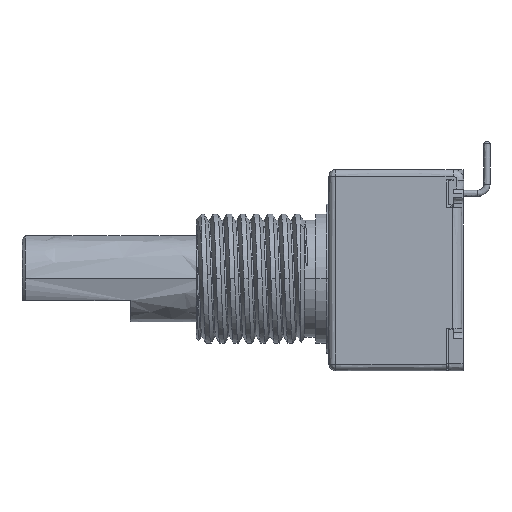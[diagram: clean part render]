
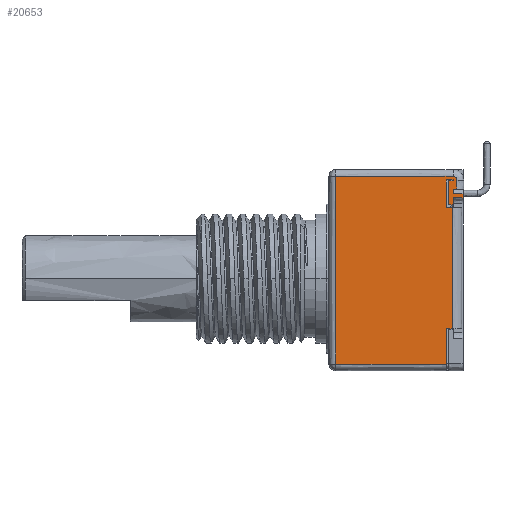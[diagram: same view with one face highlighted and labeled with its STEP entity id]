
A CAD part, left-side view. The second image highlights one B-rep face of the part: STEP entity #20653.
In plain terms, the highlighted free-form (B-spline) face has degree [1, 1] with [2, 2] control points.
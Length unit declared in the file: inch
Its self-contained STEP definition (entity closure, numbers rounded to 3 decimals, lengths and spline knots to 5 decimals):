
#940=DIRECTION('',(0.,0.,1.));
#941=VECTOR('',#940,0.012);
#942=CARTESIAN_POINT('',(-0.2805,-0.006,0.233));
#943=LINE('',#942,#941);
#6123=DIRECTION('',(0.,1.,0.));
#6124=VECTOR('',#6123,0.01031);
#6125=CARTESIAN_POINT('',(-0.2805,0.01169,0.2585));
#6126=LINE('',#6125,#6124);
#6130=DIRECTION('',(0.,0.,1.));
#6131=VECTOR('',#6130,0.0135);
#6132=CARTESIAN_POINT('',(-0.2805,0.022,0.245));
#6133=LINE('',#6132,#6131);
#6137=DIRECTION('',(0.,1.,0.));
#6138=VECTOR('',#6137,0.028);
#6139=CARTESIAN_POINT('',(-0.2805,-0.006,0.245));
#6140=LINE('',#6139,#6138);
#6144=DIRECTION('',(0.,1.,0.));
#6145=VECTOR('',#6144,0.028);
#6146=CARTESIAN_POINT('',(-0.2805,-0.006,0.233));
#6147=LINE('',#6146,#6145);
#6151=DIRECTION('',(0.,0.,1.));
#6152=VECTOR('',#6151,0.02);
#6153=CARTESIAN_POINT('',(-0.2805,0.022,0.213));
#6154=LINE('',#6153,#6152);
#6158=DIRECTION('',(0.,-1.,0.));
#6159=VECTOR('',#6158,0.014);
#6160=CARTESIAN_POINT('',(-0.2805,0.036,0.213));
#6161=LINE('',#6160,#6159);
#6165=DIRECTION('',(0.,0.,1.));
#6166=VECTOR('',#6165,0.07);
#6167=CARTESIAN_POINT('',(-0.2805,0.036,0.213));
#6168=LINE('',#6167,#6166);
#6172=DIRECTION('',(0.,-1.,0.));
#6173=VECTOR('',#6172,0.014);
#6174=CARTESIAN_POINT('',(-0.2805,0.036,0.283));
#6175=LINE('',#6174,#6173);
#6179=DIRECTION('',(0.,0.,1.));
#6180=VECTOR('',#6179,0.001);
#6181=CARTESIAN_POINT('',(-0.2805,0.022,0.283));
#6182=LINE('',#6181,#6180);
#6186=CARTESIAN_POINT('',(-0.2805,0.023,0.284));
#6187=DIRECTION('',(-1.,0.,0.));
#6188=DIRECTION('',(0.,-1.,0.));
#6189=AXIS2_PLACEMENT_3D('',#6186,#6187,#6188);
#6194=DIRECTION('',(0.,1.,0.));
#6195=VECTOR('',#6194,0.019);
#6196=CARTESIAN_POINT('',(-0.2805,0.023,0.285));
#6197=LINE('',#6196,#6195);
#6201=DIRECTION('',(0.,0.,1.));
#6202=VECTOR('',#6201,0.08);
#6203=CARTESIAN_POINT('',(-0.2805,0.042,0.205));
#6204=LINE('',#6203,#6202);
#6208=DIRECTION('',(0.,0.,1.));
#6209=VECTOR('',#6208,0.10131);
#6210=CARTESIAN_POINT('',(-0.2805,0.042,-0.24631));
#6211=LINE('',#6210,#6209);
#6215=CARTESIAN_POINT('',(-0.2805,0.023,0.284));
#6216=DIRECTION('',(1.,0.,0.));
#6217=DIRECTION('',(0.,0.,1.));
#6218=AXIS2_PLACEMENT_3D('',#6215,#6216,#6217);
#6223=DIRECTION('',(0.,0.,-1.));
#6224=VECTOR('',#6223,0.0255);
#6225=CARTESIAN_POINT('',(-0.2805,0.01169,0.284));
#6226=LINE('',#6225,#6224);
#6303=DIRECTION('',(0.,-1.,0.));
#6304=VECTOR('',#6303,0.017);
#6305=CARTESIAN_POINT('',(-0.2805,0.042,-0.145));
#6306=LINE('',#6305,#6304);
#6378=DIRECTION('',(0.,-1.,0.));
#6379=VECTOR('',#6378,0.017);
#6380=CARTESIAN_POINT('',(-0.2805,0.042,0.205));
#6381=LINE('',#6380,#6379);
#6442=DIRECTION('',(0.,0.,1.));
#6443=VECTOR('',#6442,0.35);
#6444=CARTESIAN_POINT('',(-0.2805,0.025,-0.145));
#6445=LINE('',#6444,#6443);
#7011=DIRECTION('',(0.,1.,0.));
#7012=VECTOR('',#7011,0.33831);
#7013=CARTESIAN_POINT('',(-0.2805,0.023,0.29531));
#7014=LINE('',#7013,#7012);
#7057=DIRECTION('',(0.,0.,1.));
#7058=VECTOR('',#7057,0.54163);
#7059=CARTESIAN_POINT('',(-0.2805,0.36131,-0.24631));
#7060=LINE('',#7059,#7058);
#7133=DIRECTION('',(0.,-1.,0.));
#7134=VECTOR('',#7133,0.31931);
#7135=CARTESIAN_POINT('',(-0.2805,0.36131,-0.24631));
#7136=LINE('',#7135,#7134);
#12040=CARTESIAN_POINT('',(-0.2805,0.36131,-0.24631));
#12041=CARTESIAN_POINT('',(-0.2805,0.36131,0.29531));
#12042=VERTEX_POINT('',#12040);
#12043=VERTEX_POINT('',#12041);
#12090=CARTESIAN_POINT('',(-0.2805,0.042,-0.24631));
#12092=VERTEX_POINT('',#12090);
#12142=CARTESIAN_POINT('',(-0.2805,0.025,-0.145));
#12144=VERTEX_POINT('',#12142);
#12148=CARTESIAN_POINT('',(-0.2805,0.025,0.205));
#12150=VERTEX_POINT('',#12148);
#12158=CARTESIAN_POINT('',(-0.2805,0.042,-0.145));
#12159=VERTEX_POINT('',#12158);
#12162=CARTESIAN_POINT('',(-0.2805,0.042,0.205));
#12163=VERTEX_POINT('',#12162);
#12222=CARTESIAN_POINT('',(-0.2805,0.022,0.284));
#12223=CARTESIAN_POINT('',(-0.2805,0.023,0.285));
#12224=VERTEX_POINT('',#12222);
#12225=VERTEX_POINT('',#12223);
#12236=CARTESIAN_POINT('',(-0.2805,0.01169,0.2585));
#12237=VERTEX_POINT('',#12236);
#12238=CARTESIAN_POINT('',(-0.2805,0.023,0.29531));
#12239=VERTEX_POINT('',#12238);
#12240=CARTESIAN_POINT('',(-0.2805,0.01169,0.284));
#12241=VERTEX_POINT('',#12240);
#12302=CARTESIAN_POINT('',(-0.2805,0.042,0.285));
#12303=VERTEX_POINT('',#12302);
#12802=CARTESIAN_POINT('',(-0.2805,-0.006,0.233));
#12803=CARTESIAN_POINT('',(-0.2805,0.022,0.233));
#12804=VERTEX_POINT('',#12802);
#12805=VERTEX_POINT('',#12803);
#12822=CARTESIAN_POINT('',(-0.2805,-0.006,0.245));
#12823=VERTEX_POINT('',#12822);
#12834=CARTESIAN_POINT('',(-0.2805,0.022,0.245));
#12835=VERTEX_POINT('',#12834);
#12858=CARTESIAN_POINT('',(-0.2805,0.036,0.213));
#12859=CARTESIAN_POINT('',(-0.2805,0.036,0.283));
#12860=VERTEX_POINT('',#12858);
#12861=VERTEX_POINT('',#12859);
#12868=CARTESIAN_POINT('',(-0.2805,0.022,0.213));
#12869=VERTEX_POINT('',#12868);
#13638=CARTESIAN_POINT('',(-0.2805,0.022,0.2585));
#13640=VERTEX_POINT('',#13638);
#13646=CARTESIAN_POINT('',(-0.2805,0.022,0.283));
#13648=VERTEX_POINT('',#13646);
#20609=CARTESIAN_POINT('',(-0.2805,-0.01335,-0.25715));
#20610=CARTESIAN_POINT('',(-0.2805,0.36866,-0.25715));
#20611=CARTESIAN_POINT('',(-0.2805,-0.01335,0.30615));
#20612=CARTESIAN_POINT('',(-0.2805,0.36866,0.30615));
#20613=B_SPLINE_SURFACE_WITH_KNOTS('',1,1,((#20609,#20610),(#20611,#20612)),
.UNSPECIFIED.,.F.,.F.,.F.,(2,2),(2,2),(0.00885,0.57215),(
-0.01335,0.36866),.UNSPECIFIED.);
#20615=ORIENTED_EDGE('',*,*,#20614,.T.);
#20616=ORIENTED_EDGE('',*,*,#19310,.F.);
#20618=ORIENTED_EDGE('',*,*,#20617,.F.);
#20619=ORIENTED_EDGE('',*,*,#14067,.F.);
#20621=ORIENTED_EDGE('',*,*,#20620,.T.);
#20622=ORIENTED_EDGE('',*,*,#19228,.F.);
#20624=ORIENTED_EDGE('',*,*,#20623,.F.);
#20625=ORIENTED_EDGE('',*,*,#19500,.T.);
#20626=ORIENTED_EDGE('',*,*,#19918,.T.);
#20628=ORIENTED_EDGE('',*,*,#20627,.T.);
#20630=ORIENTED_EDGE('',*,*,#20629,.T.);
#20632=ORIENTED_EDGE('',*,*,#20631,.T.);
#20633=ORIENTED_EDGE('',*,*,#19761,.F.);
#20635=ORIENTED_EDGE('',*,*,#20634,.T.);
#20637=ORIENTED_EDGE('',*,*,#20636,.F.);
#20639=ORIENTED_EDGE('',*,*,#20638,.F.);
#20640=ORIENTED_EDGE('',*,*,#19785,.F.);
#20642=ORIENTED_EDGE('',*,*,#20641,.F.);
#20644=ORIENTED_EDGE('',*,*,#20643,.T.);
#20646=ORIENTED_EDGE('',*,*,#20645,.F.);
#20648=ORIENTED_EDGE('',*,*,#20647,.T.);
#20650=ORIENTED_EDGE('',*,*,#20649,.T.);
#20651=EDGE_LOOP('',(#20615,#20616,#20618,#20619,#20621,#20622,#20624,#20625,
#20626,#20628,#20630,#20632,#20633,#20635,#20637,#20639,#20640,#20642,#20644,
#20646,#20648,#20650));
#20652=FACE_OUTER_BOUND('',#20651,.F.);
#20653=ADVANCED_FACE('',(#20652),#20613,.T.);
#6190=CIRCLE('',#6189,0.001);
#6219=CIRCLE('',#6218,0.01131);
#14067=EDGE_CURVE('',#12804,#12823,#943,.T.);
#19228=EDGE_CURVE('',#12869,#12805,#6154,.T.);
#19310=EDGE_CURVE('',#12835,#13640,#6133,.T.);
#19500=EDGE_CURVE('',#12860,#12861,#6168,.T.);
#19761=EDGE_CURVE('',#12163,#12303,#6204,.T.);
#19785=EDGE_CURVE('',#12092,#12159,#6211,.T.);
#19918=EDGE_CURVE('',#12861,#13648,#6175,.T.);
#20614=EDGE_CURVE('',#12237,#13640,#6126,.T.);
#20617=EDGE_CURVE('',#12823,#12835,#6140,.T.);
#20620=EDGE_CURVE('',#12804,#12805,#6147,.T.);
#20623=EDGE_CURVE('',#12860,#12869,#6161,.T.);
#20627=EDGE_CURVE('',#13648,#12224,#6182,.T.);
#20629=EDGE_CURVE('',#12224,#12225,#6190,.T.);
#20631=EDGE_CURVE('',#12225,#12303,#6197,.T.);
#20634=EDGE_CURVE('',#12163,#12150,#6381,.T.);
#20636=EDGE_CURVE('',#12144,#12150,#6445,.T.);
#20638=EDGE_CURVE('',#12159,#12144,#6306,.T.);
#20641=EDGE_CURVE('',#12042,#12092,#7136,.T.);
#20643=EDGE_CURVE('',#12042,#12043,#7060,.T.);
#20645=EDGE_CURVE('',#12239,#12043,#7014,.T.);
#20647=EDGE_CURVE('',#12239,#12241,#6219,.T.);
#20649=EDGE_CURVE('',#12241,#12237,#6226,.T.);
